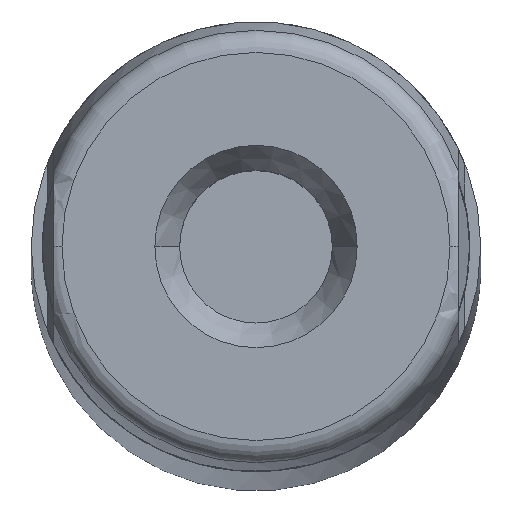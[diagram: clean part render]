
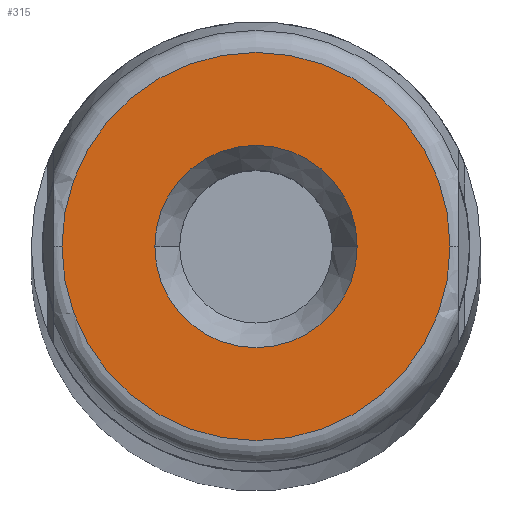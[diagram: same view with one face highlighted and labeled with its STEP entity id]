
A CAD part, top view. The second image highlights one B-rep face of the part: STEP entity #315.
In plain terms, the highlighted planar face has unit normal (0, 0, 1).
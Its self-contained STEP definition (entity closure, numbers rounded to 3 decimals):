
#260 = EDGE_CURVE ( 'NONE', #284, #272, #917, .T. ) ;
#272 = VERTEX_POINT ( 'NONE', #954 ) ;
#284 = VERTEX_POINT ( 'NONE', #972 ) ;
#315 = ADVANCED_FACE ( 'NONE', ( #1084, #1083 ), #1082, .F. ) ;
#316 = EDGE_LOOP ( 'NONE', ( #317, #319 ) ) ;
#317 = ORIENTED_EDGE ( 'NONE', *, *, #318, .F. ) ;
#318 = EDGE_CURVE ( 'NONE', #272, #284, #1077, .T. ) ;
#319 = ORIENTED_EDGE ( 'NONE', *, *, #260, .F. ) ;
#320 = EDGE_LOOP ( 'NONE', ( #321, #322 ) ) ;
#321 = ORIENTED_EDGE ( 'NONE', *, *, #414, .T. ) ;
#322 = ORIENTED_EDGE ( 'NONE', *, *, #323, .T. ) ;
#323 = EDGE_CURVE ( 'NONE', #422, #424, #1072, .T. ) ;
#414 = EDGE_CURVE ( 'NONE', #424, #422, #1273, .T. ) ;
#422 = VERTEX_POINT ( 'NONE', #1262 ) ;
#424 = VERTEX_POINT ( 'NONE', #1306 ) ;
#913 = DIRECTION ( 'NONE',  ( 1., 0., 0. ) ) ;
#914 = DIRECTION ( 'NONE',  ( 0., 0., 1. ) ) ;
#915 = CARTESIAN_POINT ( 'NONE',  ( 0., 0., 0. ) ) ;
#916 = AXIS2_PLACEMENT_3D ( 'NONE', #915, #914, #913 ) ;
#917 = CIRCLE ( 'NONE', #916, 4.5 ) ;
#954 = CARTESIAN_POINT ( 'NONE',  ( 4.5, 0., 0. ) ) ;
#972 = CARTESIAN_POINT ( 'NONE',  ( -4.5, 0., 0. ) ) ;
#1068 = DIRECTION ( 'NONE',  ( 1., 0., 0. ) ) ;
#1069 = DIRECTION ( 'NONE',  ( 0., 0., 1. ) ) ;
#1070 = CARTESIAN_POINT ( 'NONE',  ( 0., 0., 0. ) ) ;
#1071 = AXIS2_PLACEMENT_3D ( 'NONE', #1070, #1069, #1068 ) ;
#1072 = CIRCLE ( 'NONE', #1071, 8.632 ) ;
#1073 = DIRECTION ( 'NONE',  ( 1., 0., 0. ) ) ;
#1074 = DIRECTION ( 'NONE',  ( 0., 0., 1. ) ) ;
#1075 = CARTESIAN_POINT ( 'NONE',  ( 0., 0., 0. ) ) ;
#1076 = AXIS2_PLACEMENT_3D ( 'NONE', #1075, #1074, #1073 ) ;
#1077 = CIRCLE ( 'NONE', #1076, 4.5 ) ;
#1078 = DIRECTION ( 'NONE',  ( -1., 0., 0. ) ) ;
#1079 = DIRECTION ( 'NONE',  ( 0., 0., -1. ) ) ;
#1080 = CARTESIAN_POINT ( 'NONE',  ( 0., 0., 0. ) ) ;
#1081 = AXIS2_PLACEMENT_3D ( 'NONE', #1080, #1079, #1078 ) ;
#1082 = PLANE ( 'NONE',  #1081 ) ;
#1083 = FACE_OUTER_BOUND ( 'NONE', #320, .T. ) ;
#1084 = FACE_BOUND ( 'NONE', #316, .T. ) ;
#1262 = CARTESIAN_POINT ( 'NONE',  ( -8.632, 0., 0. ) ) ;
#1269 = DIRECTION ( 'NONE',  ( 1., 0., 0. ) ) ;
#1270 = DIRECTION ( 'NONE',  ( 0., 0., 1. ) ) ;
#1271 = CARTESIAN_POINT ( 'NONE',  ( 0., 0., 0. ) ) ;
#1272 = AXIS2_PLACEMENT_3D ( 'NONE', #1271, #1270, #1269 ) ;
#1273 = CIRCLE ( 'NONE', #1272, 8.632 ) ;
#1306 = CARTESIAN_POINT ( 'NONE',  ( 8.632, 0., 0. ) ) ;
